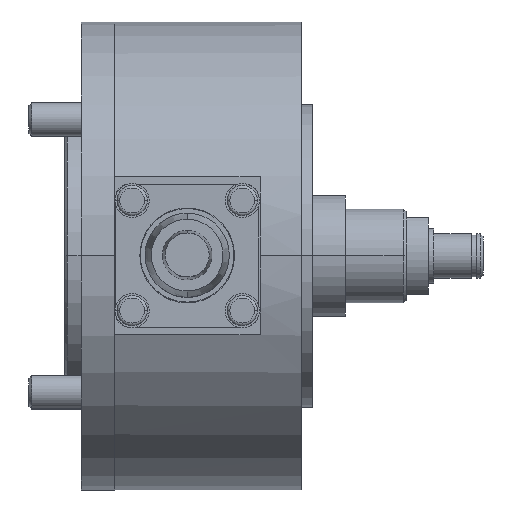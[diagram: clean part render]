
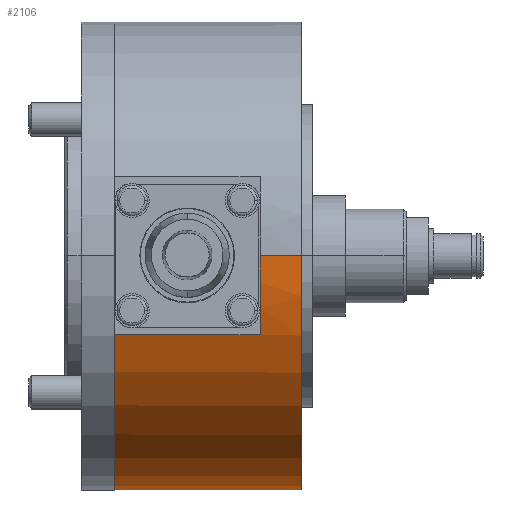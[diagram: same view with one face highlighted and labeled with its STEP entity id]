
A CAD part, top view. The second image highlights one B-rep face of the part: STEP entity #2106.
In plain terms, the highlighted cylindrical face has radius 42.5 mm (diameter 85 mm), a partial arc.
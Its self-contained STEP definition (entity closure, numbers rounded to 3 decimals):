
#2048=CARTESIAN_POINT('',(-2.0,1.325,0.0));
#2049=DIRECTION('',(1.0,0.0,0.0));
#2050=DIRECTION('',(0.0,1.0,0.0));
#2051=AXIS2_PLACEMENT_3D('',#2048,#2049,#2050);
#2052=CYLINDRICAL_SURFACE('',#2051,42.5);
#2053=CARTESIAN_POINT('',(-11.5,43.825,0.0));
#2054=VERTEX_POINT('',#2053);
#2055=CARTESIAN_POINT('',(-19.0,43.825,0.0));
#2056=VERTEX_POINT('',#2055);
#2057=CARTESIAN_POINT('',(-11.5,43.825,0.0));
#2058=DIRECTION('',(-1.0,0.0,0.0));
#2059=VECTOR('',#2058,7.5);
#2060=LINE('',#2057,#2059);
#2061=EDGE_CURVE('',#2054,#2056,#2060,.T.);
#2062=ORIENTED_EDGE('',*,*,#2061,.F.);
#2063=CARTESIAN_POINT('',(-11.5,41.325,-14.361));
#2064=VERTEX_POINT('',#2063);
#2065=CARTESIAN_POINT('',(-11.5,1.325,0.0));
#2066=DIRECTION('',(-1.0,0.0,0.0));
#2067=DIRECTION('',(0.0,1.0,0.0));
#2068=AXIS2_PLACEMENT_3D('',#2065,#2066,#2067);
#2069=CIRCLE('',#2068,42.5);
#2070=EDGE_CURVE('',#2054,#2064,#2069,.T.);
#2071=ORIENTED_EDGE('',*,*,#2070,.T.);
#2072=CARTESIAN_POINT('',(15.0,41.325,-14.361));
#2073=VERTEX_POINT('',#2072);
#2074=CARTESIAN_POINT('',(-11.5,41.325,-14.361));
#2075=DIRECTION('',(1.0,0.0,0.0));
#2076=VECTOR('',#2075,26.5);
#2077=LINE('',#2074,#2076);
#2078=EDGE_CURVE('',#2064,#2073,#2077,.T.);
#2079=ORIENTED_EDGE('',*,*,#2078,.T.);
#2080=CARTESIAN_POINT('',(15.0,-41.175,0.));
#2081=VERTEX_POINT('',#2080);
#2082=CARTESIAN_POINT('',(15.0,1.325,0.0));
#2083=DIRECTION('',(1.0,0.0,0.0));
#2084=DIRECTION('',(0.0,1.0,0.0));
#2085=AXIS2_PLACEMENT_3D('',#2082,#2083,#2084);
#2086=CIRCLE('',#2085,42.5);
#2087=EDGE_CURVE('',#2081,#2073,#2086,.T.);
#2088=ORIENTED_EDGE('',*,*,#2087,.F.);
#2089=CARTESIAN_POINT('',(-19.0,-41.175,0.));
#2090=VERTEX_POINT('',#2089);
#2091=CARTESIAN_POINT('',(15.0,-41.175,0.));
#2092=DIRECTION('',(-1.0,0.0,0.0));
#2093=VECTOR('',#2092,34.0);
#2094=LINE('',#2091,#2093);
#2095=EDGE_CURVE('',#2081,#2090,#2094,.T.);
#2096=ORIENTED_EDGE('',*,*,#2095,.T.);
#2097=CARTESIAN_POINT('',(-19.0,1.325,0.0));
#2098=DIRECTION('',(1.0,0.0,0.0));
#2099=DIRECTION('',(0.0,1.0,0.0));
#2100=AXIS2_PLACEMENT_3D('',#2097,#2098,#2099);
#2101=CIRCLE('',#2100,42.5);
#2102=EDGE_CURVE('',#2090,#2056,#2101,.T.);
#2103=ORIENTED_EDGE('',*,*,#2102,.T.);
#2104=EDGE_LOOP('',(#2062,#2071,#2079,#2088,#2096,#2103));
#2105=FACE_OUTER_BOUND('',#2104,.T.);
#2106=ADVANCED_FACE('',(#2105),#2052,.T.);
